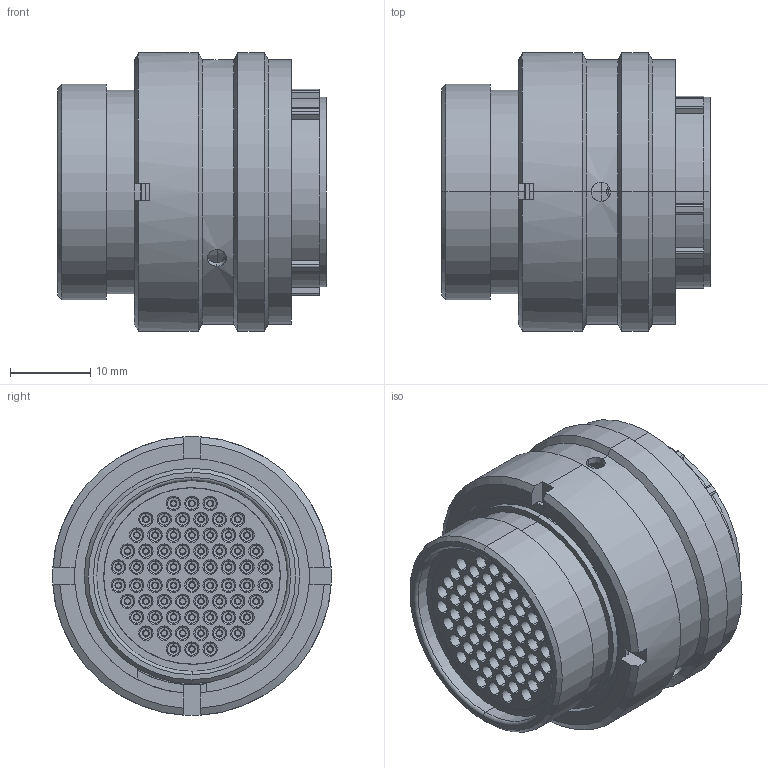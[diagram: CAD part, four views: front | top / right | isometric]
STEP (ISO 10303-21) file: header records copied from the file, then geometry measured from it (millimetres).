
FILE_DESCRIPTION (( 'STEP AP214' ), '1' );
FILE_NAME ('AS618-35SC.STEP', '2020-07-23T12:33:18', ( 'TE Connectivity' ), ( 'TE Connectivity' ), 'SwSTEP 2.0', 'SolidWorks 2016', '' );
FILE_SCHEMA (( 'AUTOMOTIVE_DESIGN' ));
Length unit declared in the file: millimetre
Products named in the file (1): AS618-35SC
Bounding box: 33.37 x 34.7 x 34.7 mm (x, y, z)
Volume: 16942.7 mm3; surface area: 23301.4 mm2
Topology: 8 solids, 8 shells, 2030 faces, 5008 edges, 3068 vertices
Faces by surface type: plane 567, torus 536, cylinder 491, cone 427, bspline 9
Entity records: 89633 total; most frequent: CARTESIAN_POINT 20067, ORIENTED_EDGE 10012, DIRECTION 9904, EDGE_CURVE 5006, AXIS2_PLACEMENT_3D 4321, VERTEX_POINT 3068, EDGE_LOOP 2384, CIRCLE 2299
